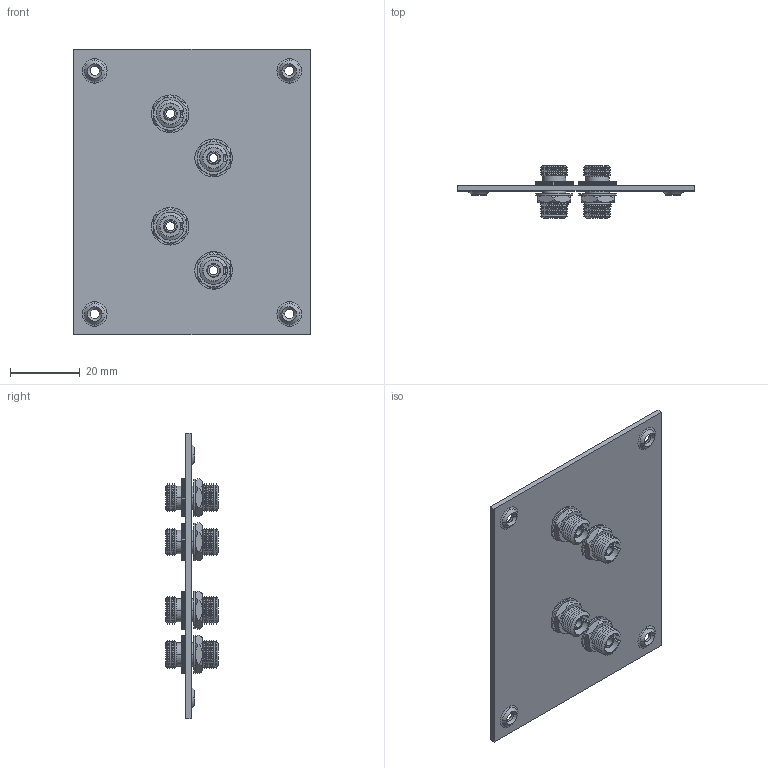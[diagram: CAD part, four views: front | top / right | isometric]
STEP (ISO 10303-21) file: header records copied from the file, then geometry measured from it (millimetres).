
FILE_DESCRIPTION (( 'STEP AP214' ), '1' );
FILE_NAME ('USP4FC-APC.STEP', '2007-12-05T13:40:59', ( ' ' ), ( ' ' ), 'SwSTEP 2.0', 'SolidWorks 2007', '' );
FILE_SCHEMA (( 'AUTOMOTIVE_DESIGN' ));
Length unit declared in the file: inch
Products named in the file (6): 1AR17-007; FOA-019; 3AA02-003; 3AA03-003; USP4FC-APC
Assembly tree (8 placements, depth 3):
  USP4FC-APC
    FOA-019  x4
      3AA03-003
      FOA-019
      3AA02-003
    1AR17-007
Bounding box: 68.07 x 14.99 x 82.04 mm (x, y, z)
Volume: 9922.8 mm3; surface area: 17233.2 mm2
Topology: 13 solids, 13 shells, 1698 faces, 4796 edges, 3144 vertices
Faces by surface type: plane 1010, cylinder 412, cone 260, torus 16
Entity records: 17445 total; most frequent: CARTESIAN_POINT 3183, ORIENTED_EDGE 2830, DIRECTION 2760, EDGE_CURVE 1415, VECTOR 958, LINE 958, VERTEX_POINT 924, AXIS2_PLACEMENT_3D 901
